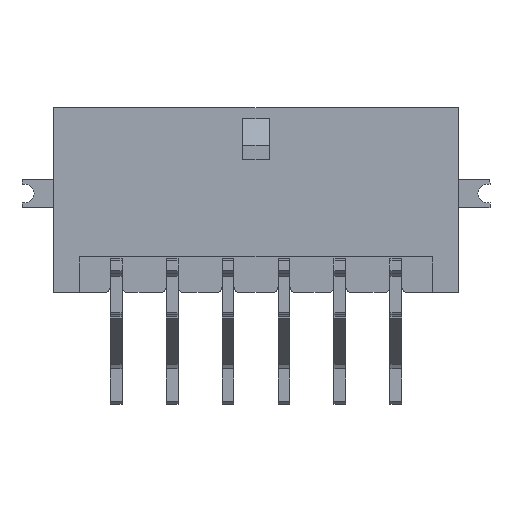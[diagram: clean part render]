
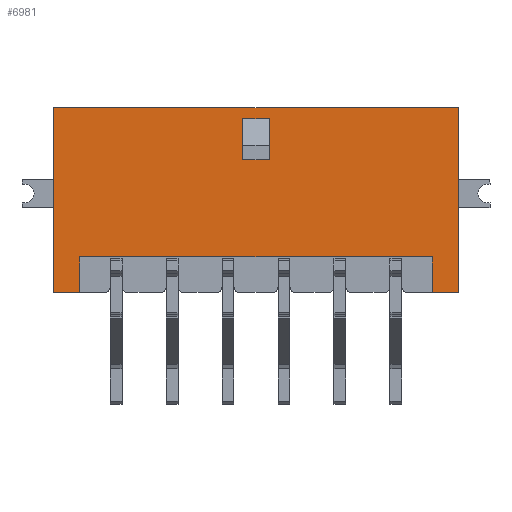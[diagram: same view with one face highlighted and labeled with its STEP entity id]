
A CAD part, left-side view. The second image highlights one B-rep face of the part: STEP entity #6981.
In plain terms, the highlighted planar face has unit normal (-1, 0, 0).
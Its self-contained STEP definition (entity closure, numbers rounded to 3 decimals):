
#1028=ORIENTED_EDGE('',*,*,#2823,.T.);
#1029=ORIENTED_EDGE('',*,*,#2824,.T.);
#1030=ORIENTED_EDGE('',*,*,#2825,.F.);
#1031=ORIENTED_EDGE('',*,*,#2826,.F.);
#1032=ORIENTED_EDGE('',*,*,#2827,.F.);
#1033=ORIENTED_EDGE('',*,*,#2791,.F.);
#1034=ORIENTED_EDGE('',*,*,#2815,.T.);
#1035=ORIENTED_EDGE('',*,*,#2353,.T.);
#1036=ORIENTED_EDGE('',*,*,#2817,.F.);
#1037=ORIENTED_EDGE('',*,*,#2799,.F.);
#1038=ORIENTED_EDGE('',*,*,#2828,.F.);
#1039=ORIENTED_EDGE('',*,*,#2829,.F.);
#2353=EDGE_CURVE('',#3356,#3355,#4042,.T.);
#2791=EDGE_CURVE('',#3668,#3664,#4432,.T.);
#2799=EDGE_CURVE('',#3674,#3675,#4440,.T.);
#2815=EDGE_CURVE('',#3668,#3356,#4456,.T.);
#2817=EDGE_CURVE('',#3675,#3355,#4458,.T.);
#2823=EDGE_CURVE('',#3685,#3686,#4464,.T.);
#2824=EDGE_CURVE('',#3686,#3687,#4465,.T.);
#2825=EDGE_CURVE('',#3688,#3687,#4466,.T.);
#2826=EDGE_CURVE('',#3685,#3688,#4467,.T.);
#2827=EDGE_CURVE('',#3664,#3689,#4468,.T.);
#2828=EDGE_CURVE('',#3690,#3674,#4469,.T.);
#2829=EDGE_CURVE('',#3689,#3690,#4470,.T.);
#3355=VERTEX_POINT('',#9763);
#3356=VERTEX_POINT('',#9765);
#3664=VERTEX_POINT('',#10605);
#3668=VERTEX_POINT('',#10614);
#3674=VERTEX_POINT('',#10630);
#3675=VERTEX_POINT('',#10632);
#3685=VERTEX_POINT('',#10672);
#3686=VERTEX_POINT('',#10673);
#3687=VERTEX_POINT('',#10675);
#3688=VERTEX_POINT('',#10677);
#3689=VERTEX_POINT('',#10680);
#3690=VERTEX_POINT('',#10682);
#4042=LINE('',#9764,#4989);
#4432=LINE('',#10615,#5379);
#4440=LINE('',#10631,#5387);
#4456=LINE('',#10658,#5403);
#4458=LINE('',#10661,#5405);
#4464=LINE('',#10671,#5411);
#4465=LINE('',#10674,#5412);
#4466=LINE('',#10676,#5413);
#4467=LINE('',#10678,#5414);
#4468=LINE('',#10679,#5415);
#4469=LINE('',#10681,#5416);
#4470=LINE('',#10683,#5417);
#4989=VECTOR('',#7846,1000.);
#5379=VECTOR('',#8532,1000.);
#5387=VECTOR('',#8544,1000.);
#5403=VECTOR('',#8564,1000.);
#5405=VECTOR('',#8568,1000.);
#5411=VECTOR('',#8580,1000.);
#5412=VECTOR('',#8581,1000.);
#5413=VECTOR('',#8582,1000.);
#5414=VECTOR('',#8583,1000.);
#5415=VECTOR('',#8584,1000.);
#5416=VECTOR('',#8585,1000.);
#5417=VECTOR('',#8586,1000.);
#5935=EDGE_LOOP('',(#1028,#1029,#1030,#1031));
#5936=EDGE_LOOP('',(#1032,#1033,#1034,#1035,#1036,#1037,#1038,#1039));
#6310=FACE_BOUND('',#5935,.T.);
#6311=FACE_BOUND('',#5936,.T.);
#6645=PLANE('',#7424);
#6981=ADVANCED_FACE('',(#6310,#6311),#6645,.T.);
#7424=AXIS2_PLACEMENT_3D('',#10670,#8578,#8579);
#7846=DIRECTION('',(0.,1.,0.));
#8532=DIRECTION('',(0.,1.,0.));
#8544=DIRECTION('',(0.,1.,0.));
#8564=DIRECTION('',(0.,0.,1.));
#8568=DIRECTION('',(0.,0.,1.));
#8578=DIRECTION('',(-1.,0.,0.));
#8579=DIRECTION('',(0.,0.,1.));
#8580=DIRECTION('',(0.,0.,1.));
#8581=DIRECTION('',(0.,-1.,0.));
#8582=DIRECTION('',(0.,0.,1.));
#8583=DIRECTION('',(0.,-1.,0.));
#8584=DIRECTION('',(0.,0.,1.));
#8585=DIRECTION('',(0.,0.,-1.));
#8586=DIRECTION('',(0.,1.,0.));
#9763=CARTESIAN_POINT('',(-3.43,10.85,4.95));
#9764=CARTESIAN_POINT('',(-3.43,-10.85,4.95));
#9765=CARTESIAN_POINT('',(-3.43,-10.85,4.95));
#10605=CARTESIAN_POINT('',(-3.43,-9.45,-4.95));
#10614=CARTESIAN_POINT('',(-3.43,-10.85,-4.95));
#10615=CARTESIAN_POINT('',(-3.43,-10.85,-4.95));
#10630=CARTESIAN_POINT('',(-3.43,9.45,-4.95));
#10631=CARTESIAN_POINT('',(-3.43,-10.85,-4.95));
#10632=CARTESIAN_POINT('',(-3.43,10.85,-4.95));
#10658=CARTESIAN_POINT('',(-3.43,-10.85,-4.95));
#10661=CARTESIAN_POINT('',(-3.43,10.85,-4.95));
#10670=CARTESIAN_POINT('',(-3.43,-10.85,-4.95));
#10671=CARTESIAN_POINT('',(-3.43,0.7,2.15));
#10672=CARTESIAN_POINT('',(-3.43,0.7,2.15));
#10673=CARTESIAN_POINT('',(-3.43,0.7,4.35));
#10674=CARTESIAN_POINT('',(-3.43,0.7,4.35));
#10675=CARTESIAN_POINT('',(-3.43,-0.7,4.35));
#10676=CARTESIAN_POINT('',(-3.43,-0.7,2.15));
#10677=CARTESIAN_POINT('',(-3.43,-0.7,2.15));
#10678=CARTESIAN_POINT('',(-3.43,0.7,2.15));
#10679=CARTESIAN_POINT('',(-3.43,-9.45,-4.95));
#10680=CARTESIAN_POINT('',(-3.43,-9.45,-3.05));
#10681=CARTESIAN_POINT('',(-3.43,9.45,-3.05));
#10682=CARTESIAN_POINT('',(-3.43,9.45,-3.05));
#10683=CARTESIAN_POINT('',(-3.43,-9.45,-3.05));
